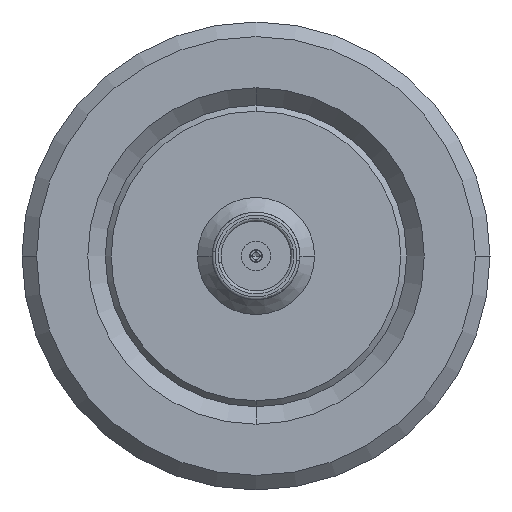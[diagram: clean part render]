
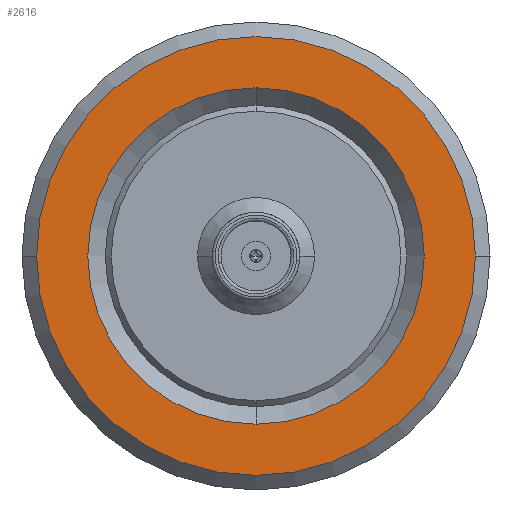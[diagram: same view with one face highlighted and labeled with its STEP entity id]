
A CAD part, left-side view. The second image highlights one B-rep face of the part: STEP entity #2616.
In plain terms, the highlighted planar face has unit normal (-1, 0, 0).
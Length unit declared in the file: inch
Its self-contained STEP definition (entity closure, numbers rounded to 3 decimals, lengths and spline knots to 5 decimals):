
#21 = CIRCLE ( 'NONE', #957, 0.22638 ) ;
#56 = DIRECTION ( 'NONE',  ( -1., 0., 0. ) ) ;
#206 = CIRCLE ( 'NONE', #2562, 0.22638 ) ;
#394 = CARTESIAN_POINT ( 'NONE',  ( 0., 0., -0.22638 ) ) ;
#504 = DIRECTION ( 'NONE',  ( -1., 0., 0. ) ) ;
#567 = CIRCLE ( 'NONE', #5131, 0.29528 ) ;
#750 = VERTEX_POINT ( 'NONE', #808 ) ;
#751 = AXIS2_PLACEMENT_3D ( 'NONE', #770, #1618, #5267 ) ;
#770 = CARTESIAN_POINT ( 'NONE',  ( 0., 0., 0. ) ) ;
#808 = CARTESIAN_POINT ( 'NONE',  ( 0., 0., 0.22638 ) ) ;
#824 = CARTESIAN_POINT ( 'NONE',  ( 0., 0., 0. ) ) ;
#943 = DIRECTION ( 'NONE',  ( 0., 0., 1. ) ) ;
#957 = AXIS2_PLACEMENT_3D ( 'NONE', #3132, #5407, #1449 ) ;
#1059 = VERTEX_POINT ( 'NONE', #1806 ) ;
#1312 = ORIENTED_EDGE ( 'NONE', *, *, #1442, .T. ) ;
#1388 = FACE_OUTER_BOUND ( 'NONE', #2345, .T. ) ;
#1442 = EDGE_CURVE ( 'NONE', #3832, #750, #21, .T. ) ;
#1449 = DIRECTION ( 'NONE',  ( 0., -1., 0. ) ) ;
#1618 = DIRECTION ( 'NONE',  ( -1., 0., 0. ) ) ;
#1653 = ORIENTED_EDGE ( 'NONE', *, *, #5048, .T. ) ;
#1806 = CARTESIAN_POINT ( 'NONE',  ( 0., 0.29528, 0. ) ) ;
#1843 = CARTESIAN_POINT ( 'NONE',  ( 0., 0., 0. ) ) ;
#1870 = AXIS2_PLACEMENT_3D ( 'NONE', #4000, #56, #943 ) ;
#1873 = DIRECTION ( 'NONE',  ( 0., 1., 0. ) ) ;
#2345 = EDGE_LOOP ( 'NONE', ( #3638, #3350 ) ) ;
#2452 = EDGE_CURVE ( 'NONE', #4160, #1059, #4942, .T. ) ;
#2562 = AXIS2_PLACEMENT_3D ( 'NONE', #824, #5286, #3938 ) ;
#2581 = EDGE_LOOP ( 'NONE', ( #1312, #1653 ) ) ;
#2616 = ADVANCED_FACE ( 'NONE', ( #3210, #1388 ), #3098, .T. ) ;
#2652 = EDGE_CURVE ( 'NONE', #1059, #4160, #567, .T. ) ;
#2919 = CARTESIAN_POINT ( 'NONE',  ( 0., -0.29528, 0. ) ) ;
#3098 = PLANE ( 'NONE',  #1870 ) ;
#3132 = CARTESIAN_POINT ( 'NONE',  ( 0., 0., 0. ) ) ;
#3210 = FACE_BOUND ( 'NONE', #2581, .T. ) ;
#3350 = ORIENTED_EDGE ( 'NONE', *, *, #2652, .T. ) ;
#3638 = ORIENTED_EDGE ( 'NONE', *, *, #2452, .T. ) ;
#3832 = VERTEX_POINT ( 'NONE', #394 ) ;
#3938 = DIRECTION ( 'NONE',  ( 0., -1., 0. ) ) ;
#4000 = CARTESIAN_POINT ( 'NONE',  ( 0., 0., 0. ) ) ;
#4160 = VERTEX_POINT ( 'NONE', #2919 ) ;
#4942 = CIRCLE ( 'NONE', #751, 0.29528 ) ;
#5048 = EDGE_CURVE ( 'NONE', #750, #3832, #206, .T. ) ;
#5131 = AXIS2_PLACEMENT_3D ( 'NONE', #1843, #504, #1873 ) ;
#5267 = DIRECTION ( 'NONE',  ( 0., 1., 0. ) ) ;
#5286 = DIRECTION ( 'NONE',  ( 1., 0., 0. ) ) ;
#5407 = DIRECTION ( 'NONE',  ( 1., 0., 0. ) ) ;
